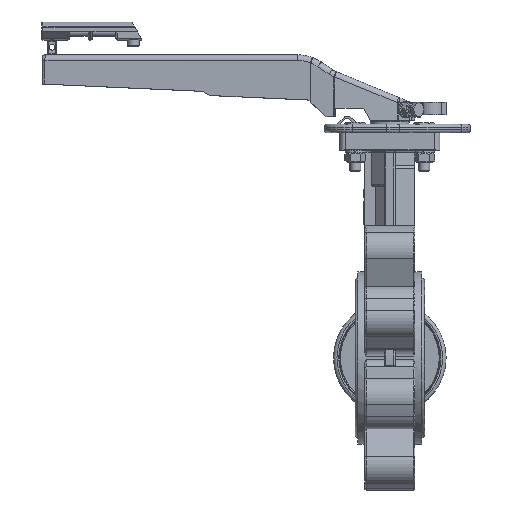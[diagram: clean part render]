
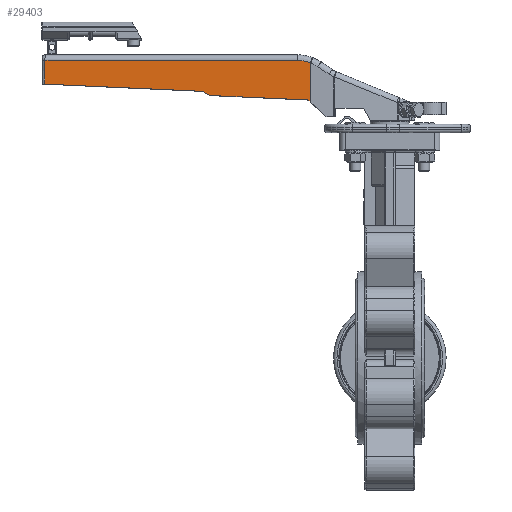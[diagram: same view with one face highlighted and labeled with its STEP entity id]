
A CAD part, top view. The second image highlights one B-rep face of the part: STEP entity #29403.
In plain terms, the highlighted planar face has unit normal (-0.021, 0, 1).
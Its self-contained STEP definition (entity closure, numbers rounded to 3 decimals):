
#29072=CARTESIAN_POINT('',(-248.041,196.911,13.541));
#29073=VERTEX_POINT('',#29072);
#29081=CARTESIAN_POINT('',(-248.041,214.,13.541));
#29082=VERTEX_POINT('',#29081);
#29083=CARTESIAN_POINT('',(-248.041,196.911,13.541));
#29084=DIRECTION('',(0.0,1.0,0.0));
#29085=VECTOR('',#29084,17.089);
#29086=LINE('',#29083,#29085);
#29087=EDGE_CURVE('',#29073,#29082,#29086,.T.);
#29328=CARTESIAN_POINT('',(-66.277,214.,17.308));
#29329=VERTEX_POINT('',#29328);
#29330=CARTESIAN_POINT('',(-248.041,214.,13.541));
#29331=DIRECTION('',(1.,0.0,0.021));
#29332=VECTOR('',#29331,181.804);
#29333=LINE('',#29330,#29332);
#29334=EDGE_CURVE('',#29082,#29329,#29333,.T.);
#29347=CARTESIAN_POINT('',(-57.,218.0,17.5));
#29348=DIRECTION('',(0.021,0.,-1.));
#29349=DIRECTION('',(-1.,0.0,-0.021));
#29350=AXIS2_PLACEMENT_3D('',#29347,#29348,#29349);
#29351=PLANE('',#29350);
#29352=ORIENTED_EDGE('',*,*,#29087,.F.);
#29353=CARTESIAN_POINT('',(-135.,191.747,15.883));
#29354=VERTEX_POINT('',#29353);
#29355=CARTESIAN_POINT('',(-135.,191.747,15.883));
#29356=DIRECTION('',(-0.999,0.046,-0.021));
#29357=VECTOR('',#29356,113.184);
#29358=LINE('',#29355,#29357);
#29359=EDGE_CURVE('',#29354,#29073,#29358,.T.);
#29360=ORIENTED_EDGE('',*,*,#29359,.F.);
#29361=CARTESIAN_POINT('',(-129.5,188.747,15.997));
#29362=VERTEX_POINT('',#29361);
#29363=CARTESIAN_POINT('',(-129.5,188.747,15.997));
#29364=DIRECTION('',(-0.878,0.479,-0.018));
#29365=VECTOR('',#29364,6.266);
#29366=LINE('',#29363,#29365);
#29367=EDGE_CURVE('',#29362,#29354,#29366,.T.);
#29368=ORIENTED_EDGE('',*,*,#29367,.F.);
#29369=CARTESIAN_POINT('',(-58.407,185.5,17.471));
#29370=VERTEX_POINT('',#29369);
#29371=CARTESIAN_POINT('',(-58.407,185.5,17.471));
#29372=DIRECTION('',(-0.999,0.046,-0.021));
#29373=VECTOR('',#29372,71.182);
#29374=LINE('',#29371,#29373);
#29375=EDGE_CURVE('',#29370,#29362,#29374,.T.);
#29376=ORIENTED_EDGE('',*,*,#29375,.F.);
#29377=CARTESIAN_POINT('',(-57.14,184.283,17.497));
#29378=VERTEX_POINT('',#29377);
#29379=CARTESIAN_POINT('',(-57.14,184.283,17.497));
#29380=DIRECTION('',(-0.721,0.692,-0.015));
#29381=VECTOR('',#29380,1.757);
#29382=LINE('',#29379,#29381);
#29383=EDGE_CURVE('',#29378,#29370,#29382,.T.);
#29384=ORIENTED_EDGE('',*,*,#29383,.F.);
#29385=CARTESIAN_POINT('',(-57.14,212.342,17.497));
#29386=VERTEX_POINT('',#29385);
#29387=CARTESIAN_POINT('',(-57.14,212.342,17.497));
#29388=DIRECTION('',(0.0,-1.0,0.0));
#29389=VECTOR('',#29388,28.058);
#29390=LINE('',#29387,#29389);
#29391=EDGE_CURVE('',#29386,#29378,#29390,.T.);
#29392=ORIENTED_EDGE('',*,*,#29391,.F.);
#29393=CARTESIAN_POINT('',(-66.277,188.0,17.308));
#29394=DIRECTION('',(0.021,0.,-1.));
#29395=DIRECTION('',(1.,0.,0.021));
#29396=AXIS2_PLACEMENT_3D('',#29393,#29394,#29395);
#29397=ELLIPSE('',#29396,26.006,26.);
#29398=EDGE_CURVE('',#29329,#29386,#29397,.T.);
#29399=ORIENTED_EDGE('',*,*,#29398,.F.);
#29400=ORIENTED_EDGE('',*,*,#29334,.F.);
#29401=EDGE_LOOP('',(#29352,#29360,#29368,#29376,#29384,#29392,#29399,#29400));
#29402=FACE_OUTER_BOUND('',#29401,.T.);
#29403=ADVANCED_FACE('',(#29402),#29351,.F.);
